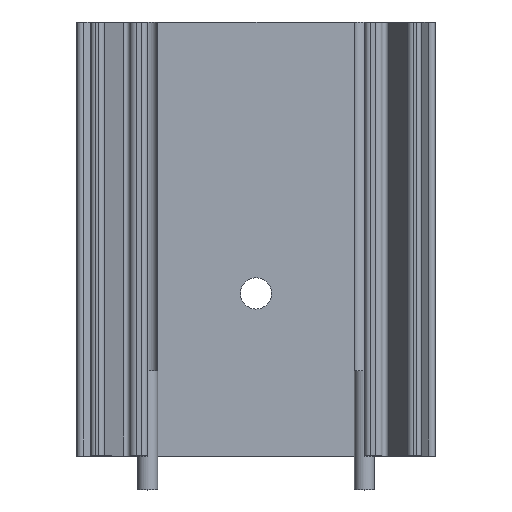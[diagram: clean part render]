
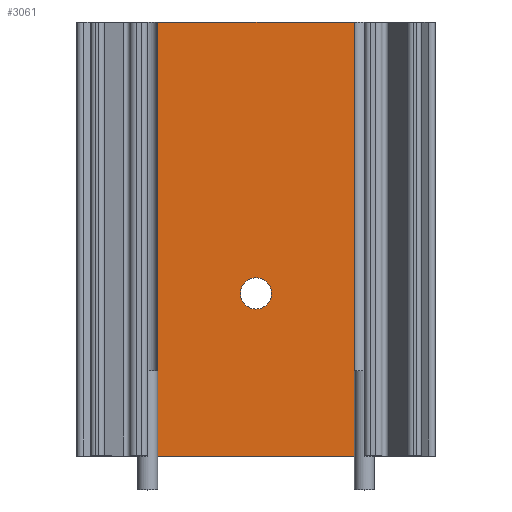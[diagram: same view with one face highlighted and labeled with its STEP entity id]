
A CAD part, top view. The second image highlights one B-rep face of the part: STEP entity #3061.
In plain terms, the highlighted face is planar.
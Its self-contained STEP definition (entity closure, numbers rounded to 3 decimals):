
#29 = CARTESIAN_POINT ( 'NONE',  ( 0., 12.7, 8.18 ) ) ;
#190 = VECTOR ( 'NONE', #3699, 1000. ) ;
#247 = EDGE_LOOP ( 'NONE', ( #4428, #5174 ) ) ;
#357 = ORIENTED_EDGE ( 'NONE', *, *, #2610, .F. ) ;
#404 = EDGE_CURVE ( 'NONE', #5231, #1085, #3276, .T. ) ;
#430 = DIRECTION ( 'NONE',  ( 0., 0., -1. ) ) ;
#520 = CIRCLE ( 'NONE', #4525, 1.83 ) ;
#757 = DIRECTION ( 'NONE',  ( 0., 1., 0. ) ) ;
#854 = EDGE_CURVE ( 'NONE', #4713, #5241, #1545, .T. ) ;
#1085 = VERTEX_POINT ( 'NONE', #29 ) ;
#1299 = DIRECTION ( 'NONE',  ( 0., 1., 0. ) ) ;
#1375 = AXIS2_PLACEMENT_3D ( 'NONE', #4848, #3188, #3169 ) ;
#1545 = LINE ( 'NONE', #3626, #3683 ) ;
#1600 = LINE ( 'NONE', #2647, #4750 ) ;
#1696 = CARTESIAN_POINT ( 'NONE',  ( -11.52, 12.7, 25.4 ) ) ;
#1707 = CARTESIAN_POINT ( 'NONE',  ( 11.52, 12.7, 25.4 ) ) ;
#1803 = EDGE_CURVE ( 'NONE', #4183, #4713, #1600, .T. ) ;
#2054 = CARTESIAN_POINT ( 'NONE',  ( 0., 12.7, 4.52 ) ) ;
#2124 = DIRECTION ( 'NONE',  ( 0., 0., 1. ) ) ;
#2210 = CARTESIAN_POINT ( 'NONE',  ( -11.52, 12.7, -25.4 ) ) ;
#2220 = DIRECTION ( 'NONE',  ( 0., 0., -1. ) ) ;
#2333 = PLANE ( 'NONE',  #1375 ) ;
#2386 = DIRECTION ( 'NONE',  ( 1., 0., 0. ) ) ;
#2457 = VECTOR ( 'NONE', #430, 1000. ) ;
#2523 = FACE_BOUND ( 'NONE', #247, .T. ) ;
#2610 = EDGE_CURVE ( 'NONE', #4183, #3081, #4739, .T. ) ;
#2647 = CARTESIAN_POINT ( 'NONE',  ( -11.52, 12.7, 25.4 ) ) ;
#2705 = CARTESIAN_POINT ( 'NONE',  ( -11.52, 12.7, 25.4 ) ) ;
#2802 = EDGE_CURVE ( 'NONE', #1085, #5231, #520, .T. ) ;
#3061 = ADVANCED_FACE ( 'NONE', ( #2523, #4600 ), #2333, .F. ) ;
#3081 = VERTEX_POINT ( 'NONE', #4866 ) ;
#3169 = DIRECTION ( 'NONE',  ( 0., 0., 1. ) ) ;
#3188 = DIRECTION ( 'NONE',  ( 0., 1., 0. ) ) ;
#3276 = CIRCLE ( 'NONE', #5138, 1.83 ) ;
#3340 = ORIENTED_EDGE ( 'NONE', *, *, #4018, .F. ) ;
#3379 = CARTESIAN_POINT ( 'NONE',  ( 0., 12.7, 6.35 ) ) ;
#3588 = LINE ( 'NONE', #1707, #2457 ) ;
#3626 = CARTESIAN_POINT ( 'NONE',  ( -11.52, 12.7, -25.4 ) ) ;
#3683 = VECTOR ( 'NONE', #2386, 1000. ) ;
#3699 = DIRECTION ( 'NONE',  ( 1., 0., 0. ) ) ;
#3821 = ORIENTED_EDGE ( 'NONE', *, *, #1803, .T. ) ;
#4018 = EDGE_CURVE ( 'NONE', #3081, #5241, #3588, .T. ) ;
#4183 = VERTEX_POINT ( 'NONE', #2705 ) ;
#4231 = DIRECTION ( 'NONE',  ( 0., 0., 1. ) ) ;
#4428 = ORIENTED_EDGE ( 'NONE', *, *, #2802, .T. ) ;
#4525 = AXIS2_PLACEMENT_3D ( 'NONE', #5058, #1299, #2124 ) ;
#4600 = FACE_OUTER_BOUND ( 'NONE', #4988, .T. ) ;
#4713 = VERTEX_POINT ( 'NONE', #2210 ) ;
#4739 = LINE ( 'NONE', #1696, #190 ) ;
#4750 = VECTOR ( 'NONE', #2220, 1000. ) ;
#4848 = CARTESIAN_POINT ( 'NONE',  ( -11.52, 12.7, 25.4 ) ) ;
#4866 = CARTESIAN_POINT ( 'NONE',  ( 11.52, 12.7, 25.4 ) ) ;
#4988 = EDGE_LOOP ( 'NONE', ( #5244, #3340, #357, #3821 ) ) ;
#5058 = CARTESIAN_POINT ( 'NONE',  ( 0., 12.7, 6.35 ) ) ;
#5138 = AXIS2_PLACEMENT_3D ( 'NONE', #3379, #757, #4231 ) ;
#5174 = ORIENTED_EDGE ( 'NONE', *, *, #404, .T. ) ;
#5231 = VERTEX_POINT ( 'NONE', #2054 ) ;
#5241 = VERTEX_POINT ( 'NONE', #5421 ) ;
#5244 = ORIENTED_EDGE ( 'NONE', *, *, #854, .T. ) ;
#5421 = CARTESIAN_POINT ( 'NONE',  ( 11.52, 12.7, -25.4 ) ) ;
